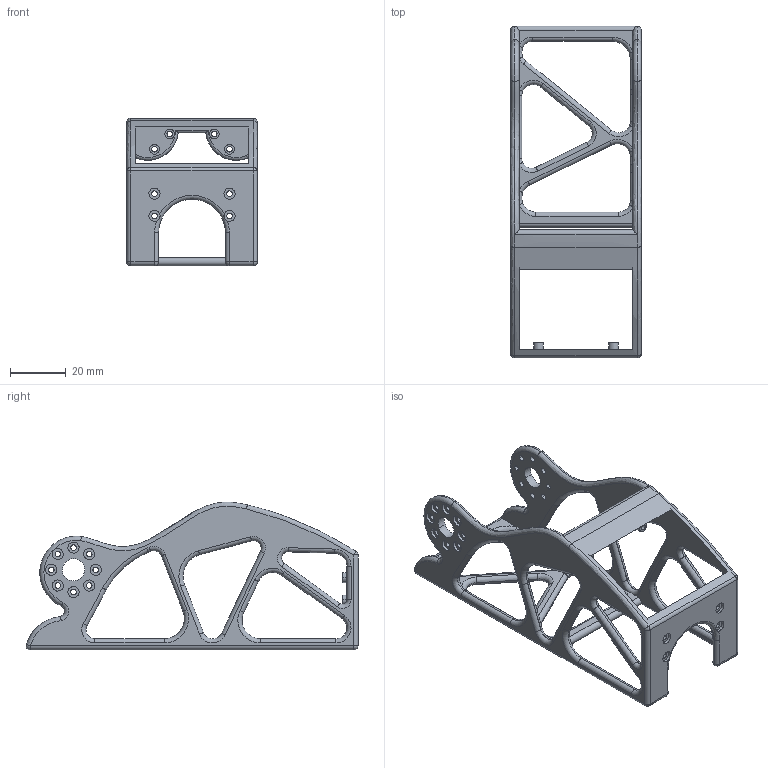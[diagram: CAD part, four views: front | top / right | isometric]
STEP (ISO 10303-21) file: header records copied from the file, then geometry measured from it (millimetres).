
FILE_DESCRIPTION(('CATIA V5 STEP Exchange'),'2;1');
FILE_NAME('Avant bras final.stp','2015-12-15T12:57:08+00:00',('none'),('none'),'CATIA Version 5 Release 20 GA (IN-10)','CATIA V5 STEP AP203','none');
FILE_SCHEMA(('CONFIG_CONTROL_DESIGN'));
Length unit declared in the file: millimetre
Products named in the file (1): Avant bras
Bounding box: 47 x 119.47 x 53.22 mm (x, y, z)
Volume: 22412.1 mm3; surface area: 20691.2 mm2
Topology: 1 solids, 1 shells, 426 faces, 1082 edges, 686 vertices
Faces by surface type: cylinder 243, torus 86, plane 62, bspline 23, sphere 6, revolution 4, extrusion 2
Entity records: 14523 total; most frequent: CARTESIAN_POINT 4882, ORIENTED_EDGE 2146, DIRECTION 1561, EDGE_CURVE 1073, AXIS2_PLACEMENT_3D 914, VERTEX_POINT 661, CIRCLE 622, EDGE_LOOP 516
